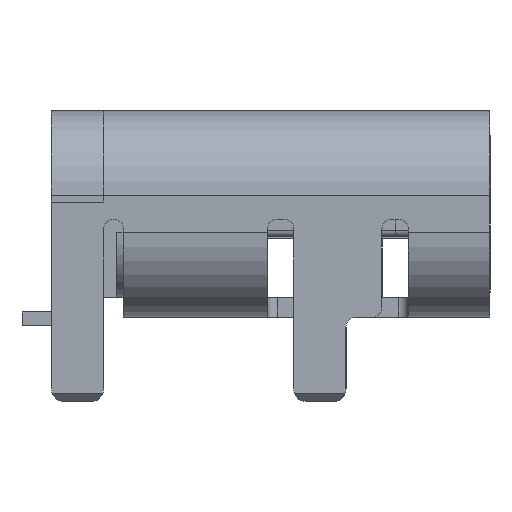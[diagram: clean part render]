
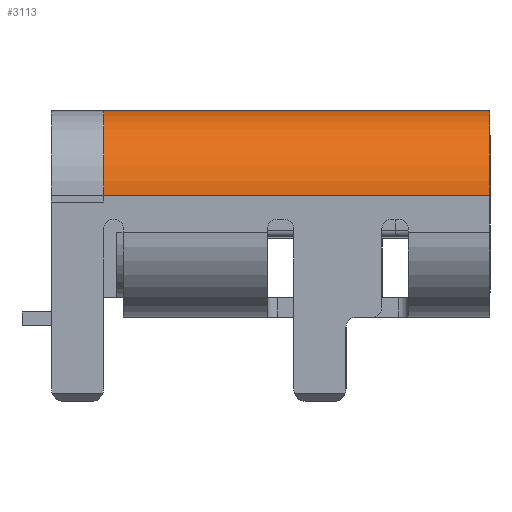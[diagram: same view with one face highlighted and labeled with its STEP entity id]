
A CAD part, left-side view. The second image highlights one B-rep face of the part: STEP entity #3113.
In plain terms, the highlighted cylindrical face has radius 1.3 mm (diameter 2.6 mm), a partial arc.
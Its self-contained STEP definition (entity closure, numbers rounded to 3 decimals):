
#931 = DIRECTION ( 'NONE',  ( 1., 0., 0. ) ) ;
#1791 = CARTESIAN_POINT ( 'NONE',  ( -4.47, 0., 0.28 ) ) ;
#3113 = ADVANCED_FACE ( 'NONE', ( #25293 ), #10847, .T. ) ;
#4204 = VECTOR ( 'NONE', #35891, 1000. ) ;
#4472 = DIRECTION ( 'NONE',  ( 0., 0., 1. ) ) ;
#6443 = DIRECTION ( 'NONE',  ( 0., 0., -1. ) ) ;
#6569 = CARTESIAN_POINT ( 'NONE',  ( -3.17, 0., 1.58 ) ) ;
#10058 = DIRECTION ( 'NONE',  ( 0., 1., 0. ) ) ;
#10847 = CYLINDRICAL_SURFACE ( 'NONE', #27941, 1.3 ) ;
#11561 = ORIENTED_EDGE ( 'NONE', *, *, #28542, .T. ) ;
#11991 = CARTESIAN_POINT ( 'NONE',  ( -3.17, 0.1, 0.28 ) ) ;
#12227 = ORIENTED_EDGE ( 'NONE', *, *, #32802, .F. ) ;
#12761 = CIRCLE ( 'NONE', #36156, 1.3 ) ;
#13408 = CARTESIAN_POINT ( 'NONE',  ( -3.17, 0.1, 1.58 ) ) ;
#13788 = VERTEX_POINT ( 'NONE', #17830 ) ;
#14730 = VECTOR ( 'NONE', #10058, 1000. ) ;
#15353 = ORIENTED_EDGE ( 'NONE', *, *, #23770, .F. ) ;
#16198 = LINE ( 'NONE', #6569, #14730 ) ;
#17171 = EDGE_LOOP ( 'NONE', ( #11561, #21677, #12227, #15353 ) ) ;
#17830 = CARTESIAN_POINT ( 'NONE',  ( -4.47, 6., 0.28 ) ) ;
#18501 = DIRECTION ( 'NONE',  ( 0., 1., 0. ) ) ;
#18666 = DIRECTION ( 'NONE',  ( 0., -1., 0. ) ) ;
#21178 = VERTEX_POINT ( 'NONE', #13408 ) ;
#21677 = ORIENTED_EDGE ( 'NONE', *, *, #25570, .T. ) ;
#21695 = CARTESIAN_POINT ( 'NONE',  ( -3.17, 0., 0.28 ) ) ;
#23770 = EDGE_CURVE ( 'NONE', #21178, #37436, #12761, .T. ) ;
#24985 = VERTEX_POINT ( 'NONE', #37787 ) ;
#25293 = FACE_OUTER_BOUND ( 'NONE', #17171, .T. ) ;
#25325 = CARTESIAN_POINT ( 'NONE',  ( -4.47, 0.1, 0.28 ) ) ;
#25570 = EDGE_CURVE ( 'NONE', #24985, #13788, #31380, .T. ) ;
#26334 = DIRECTION ( 'NONE',  ( 0., -1., 0. ) ) ;
#27941 = AXIS2_PLACEMENT_3D ( 'NONE', #21695, #18501, #4472 ) ;
#28542 = EDGE_CURVE ( 'NONE', #21178, #24985, #16198, .T. ) ;
#31380 = CIRCLE ( 'NONE', #33789, 1.3 ) ;
#32365 = CARTESIAN_POINT ( 'NONE',  ( -3.17, 6., 0.28 ) ) ;
#32802 = EDGE_CURVE ( 'NONE', #37436, #13788, #33832, .T. ) ;
#33789 = AXIS2_PLACEMENT_3D ( 'NONE', #32365, #18666, #6443 ) ;
#33832 = LINE ( 'NONE', #1791, #4204 ) ;
#35891 = DIRECTION ( 'NONE',  ( 0., 1., 0. ) ) ;
#36156 = AXIS2_PLACEMENT_3D ( 'NONE', #11991, #26334, #931 ) ;
#37436 = VERTEX_POINT ( 'NONE', #25325 ) ;
#37787 = CARTESIAN_POINT ( 'NONE',  ( -3.17, 6., 1.58 ) ) ;
